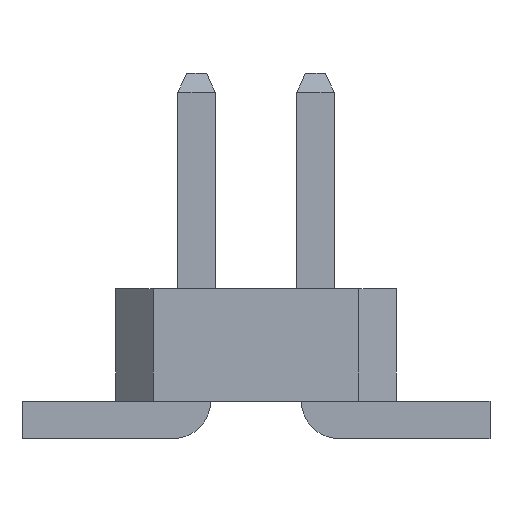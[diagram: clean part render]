
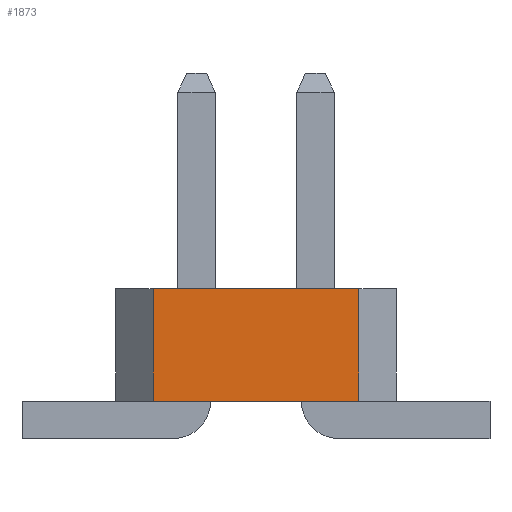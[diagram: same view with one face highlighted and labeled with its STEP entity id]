
A CAD part, left-side view. The second image highlights one B-rep face of the part: STEP entity #1873.
In plain terms, the highlighted planar face has unit normal (-1, 0, 0).
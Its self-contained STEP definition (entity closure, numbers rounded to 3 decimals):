
#35 = VECTOR ( 'NONE', #982, 1000. ) ;
#267 = CARTESIAN_POINT ( 'NONE',  ( -0.635, 1.1, 0.4 ) ) ;
#275 = VECTOR ( 'NONE', #596, 1000. ) ;
#596 = DIRECTION ( 'NONE',  ( 0., -1., 0. ) ) ;
#619 = CARTESIAN_POINT ( 'NONE',  ( -0.635, 1.1, 1.6 ) ) ;
#733 = CARTESIAN_POINT ( 'NONE',  ( -0.635, -1.1, 1.6 ) ) ;
#767 = EDGE_CURVE ( 'NONE', #1650, #1184, #1540, .T. ) ;
#876 = EDGE_LOOP ( 'NONE', ( #1578, #1745, #1079, #2123 ) ) ;
#897 = CARTESIAN_POINT ( 'NONE',  ( -0.635, 1.1, 1.6 ) ) ;
#909 = LINE ( 'NONE', #1760, #35 ) ;
#982 = DIRECTION ( 'NONE',  ( 0., -1., 0. ) ) ;
#993 = PLANE ( 'NONE',  #3238 ) ;
#1079 = ORIENTED_EDGE ( 'NONE', *, *, #3327, .F. ) ;
#1126 = LINE ( 'NONE', #267, #275 ) ;
#1184 = VERTEX_POINT ( 'NONE', #1961 ) ;
#1186 = EDGE_CURVE ( 'NONE', #1184, #3385, #1126, .T. ) ;
#1298 = DIRECTION ( 'NONE',  ( 1., 0., 0. ) ) ;
#1466 = DIRECTION ( 'NONE',  ( 0., 1., 0. ) ) ;
#1540 = LINE ( 'NONE', #897, #2001 ) ;
#1578 = ORIENTED_EDGE ( 'NONE', *, *, #1186, .T. ) ;
#1650 = VERTEX_POINT ( 'NONE', #1951 ) ;
#1745 = ORIENTED_EDGE ( 'NONE', *, *, #2006, .F. ) ;
#1760 = CARTESIAN_POINT ( 'NONE',  ( -0.635, 1.1, 1.6 ) ) ;
#1873 = ADVANCED_FACE ( 'NONE', ( #2808 ), #993, .F. ) ;
#1951 = CARTESIAN_POINT ( 'NONE',  ( -0.635, 1.1, 1.6 ) ) ;
#1961 = CARTESIAN_POINT ( 'NONE',  ( -0.635, 1.1, 0.4 ) ) ;
#1986 = DIRECTION ( 'NONE',  ( 0., 0., -1. ) ) ;
#2001 = VECTOR ( 'NONE', #1986, 1000. ) ;
#2006 = EDGE_CURVE ( 'NONE', #3088, #3385, #3567, .T. ) ;
#2123 = ORIENTED_EDGE ( 'NONE', *, *, #767, .T. ) ;
#2697 = CARTESIAN_POINT ( 'NONE',  ( -0.635, -1.1, 0.4 ) ) ;
#2728 = DIRECTION ( 'NONE',  ( 0., 0., -1. ) ) ;
#2808 = FACE_OUTER_BOUND ( 'NONE', #876, .T. ) ;
#3010 = VECTOR ( 'NONE', #2728, 1000. ) ;
#3088 = VERTEX_POINT ( 'NONE', #3456 ) ;
#3238 = AXIS2_PLACEMENT_3D ( 'NONE', #619, #1298, #1466 ) ;
#3327 = EDGE_CURVE ( 'NONE', #1650, #3088, #909, .T. ) ;
#3385 = VERTEX_POINT ( 'NONE', #2697 ) ;
#3456 = CARTESIAN_POINT ( 'NONE',  ( -0.635, -1.1, 1.6 ) ) ;
#3567 = LINE ( 'NONE', #733, #3010 ) ;
